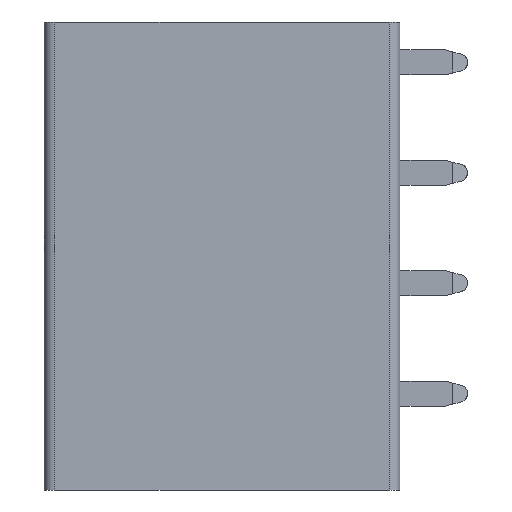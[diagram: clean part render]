
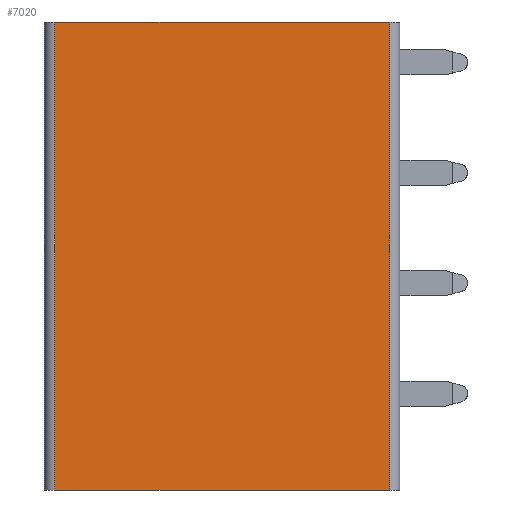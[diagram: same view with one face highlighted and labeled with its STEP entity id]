
A CAD part, front view. The second image highlights one B-rep face of the part: STEP entity #7020.
In plain terms, the highlighted planar face has unit normal (0, -1, 0).
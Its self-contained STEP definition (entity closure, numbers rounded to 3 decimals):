
#27=DIRECTION('',(1.,0.,0.));
#28=VECTOR('',#27,22.75);
#29=CARTESIAN_POINT('',(-11.375,-9.25,-3.75));
#30=LINE('',#29,#28);
#1777=DIRECTION('',(0.,0.,-1.));
#1778=VECTOR('',#1777,31.8);
#1779=CARTESIAN_POINT('',(11.375,-9.25,28.05));
#1780=LINE('',#1779,#1778);
#1781=DIRECTION('',(0.,0.,-1.));
#1782=VECTOR('',#1781,31.8);
#1783=CARTESIAN_POINT('',(-11.375,-9.25,28.05));
#1784=LINE('',#1783,#1782);
#1912=DIRECTION('',(1.,0.,0.));
#1913=VECTOR('',#1912,22.75);
#1914=CARTESIAN_POINT('',(-11.375,-9.25,28.05));
#1915=LINE('',#1914,#1913);
#3966=CARTESIAN_POINT('',(11.375,-9.25,-3.75));
#3968=VERTEX_POINT('',#3966);
#3969=CARTESIAN_POINT('',(11.375,-9.25,28.05));
#3970=VERTEX_POINT('',#3969);
#3973=CARTESIAN_POINT('',(-11.375,-9.25,-3.75));
#3975=VERTEX_POINT('',#3973);
#3979=CARTESIAN_POINT('',(-11.375,-9.25,28.05));
#3980=VERTEX_POINT('',#3979);
#7007=CARTESIAN_POINT('',(-12.075,-9.25,-3.75));
#7008=DIRECTION('',(0.,-1.,0.));
#7009=DIRECTION('',(1.,0.,0.));
#7010=AXIS2_PLACEMENT_3D('',#7007,#7008,#7009);
#7011=PLANE('',#7010);
#7012=ORIENTED_EDGE('',*,*,#6999,.T.);
#7013=ORIENTED_EDGE('',*,*,#4812,.F.);
#7015=ORIENTED_EDGE('',*,*,#7014,.F.);
#7017=ORIENTED_EDGE('',*,*,#7016,.T.);
#7018=EDGE_LOOP('',(#7012,#7013,#7015,#7017));
#7019=FACE_OUTER_BOUND('',#7018,.F.);
#4812=EDGE_CURVE('',#3975,#3968,#30,.T.);
#6999=EDGE_CURVE('',#3970,#3968,#1780,.T.);
#7014=EDGE_CURVE('',#3980,#3975,#1784,.T.);
#7016=EDGE_CURVE('',#3980,#3970,#1915,.T.);
#7020=ADVANCED_FACE('',(#7019),#7011,.T.);
